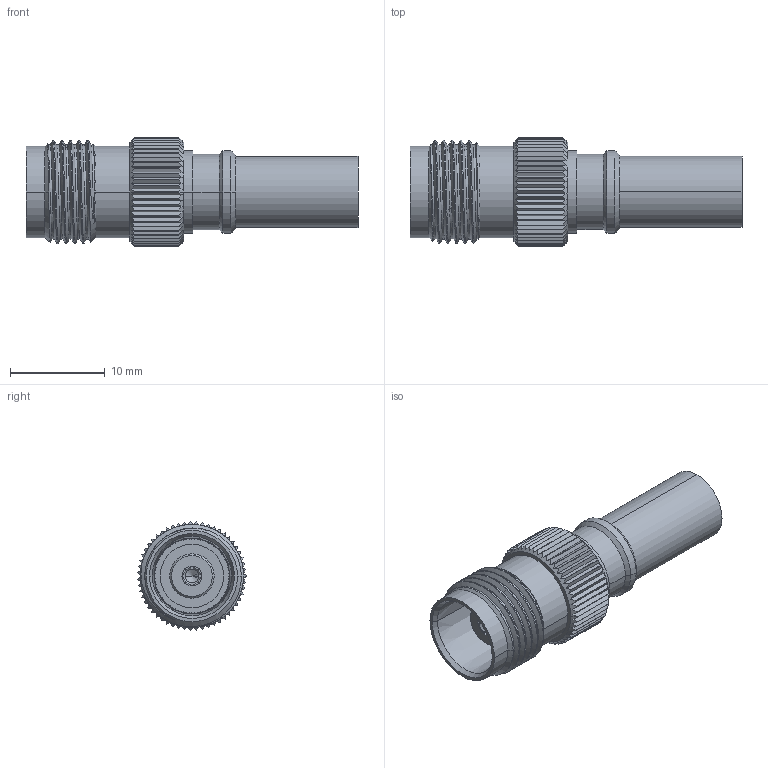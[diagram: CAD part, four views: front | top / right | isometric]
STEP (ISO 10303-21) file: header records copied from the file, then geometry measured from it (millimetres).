
FILE_DESCRIPTION((''),'2;1');
FILE_NAME('31-6827_SW0001','2018-05-23T',('Kaviyarasan'),(''),'CREO PARAMETRIC BY PTC INC, 2017020','CREO PARAMETRIC BY PTC INC, 2017020','');
FILE_SCHEMA(('CONFIG_CONTROL_DESIGN'));
Length unit declared in the file: inch
Products named in the file (1): 31-6827_SW0001
Bounding box: 35.13 x 11.49 x 11.5 mm (x, y, z)
Volume: 1688.2 mm3; surface area: 1871.9 mm2
Topology: 1 solids, 1 shells, 509 faces, 1463 edges, 967 vertices
Faces by surface type: plane 301, cone 110, cylinder 92, bspline 6
Entity records: 20183 total; most frequent: CARTESIAN_POINT 7289, ORIENTED_EDGE 2922, DIRECTION 2427, EDGE_CURVE 1461, VERTEX_POINT 967, AXIS2_PLACEMENT_3D 881, VECTOR 665, LINE 665
